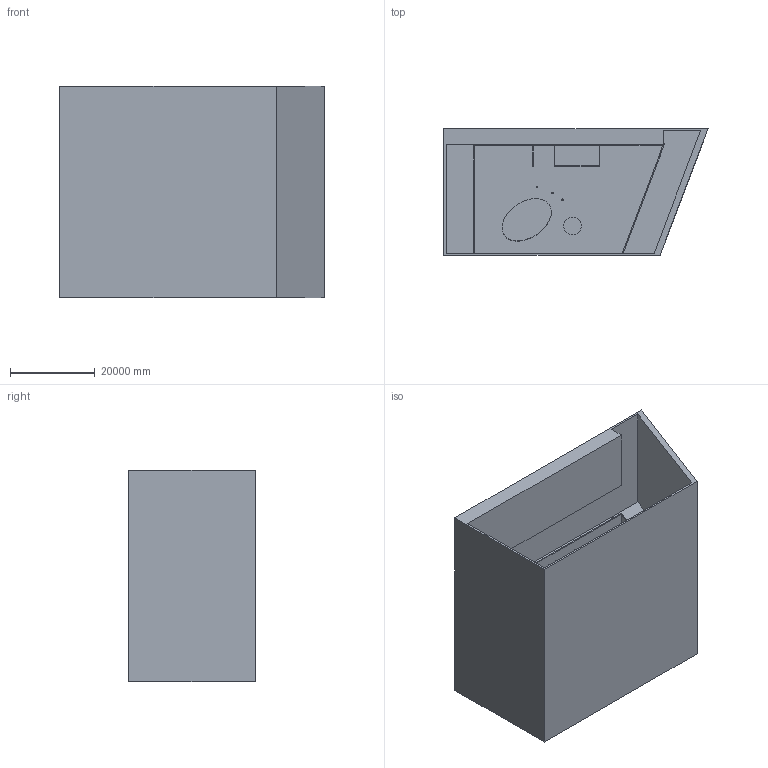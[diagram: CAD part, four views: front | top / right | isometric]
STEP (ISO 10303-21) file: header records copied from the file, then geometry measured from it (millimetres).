
FILE_DESCRIPTION (( 'STEP AP203' ), '1' );
FILE_NAME ('HoweAtriumV2.STEP', '2025-03-27T20:24:54', ( '' ), ( '' ), 'SwSTEP 2.0', 'SolidWorks 2024', '' );
FILE_SCHEMA (( 'CONFIG_CONTROL_DESIGN' ));
Length unit declared in the file: inch
Products named in the file (1): HoweAtriumV2
Bounding box: 62507.81 x 29924.95 x 50006.25 mm (x, y, z)
Volume: 12091274462090.8 mm3; surface area: 25671644594.8 mm2
Topology: 1 solids, 1 shells, 75 faces, 197 edges, 130 vertices
Faces by surface type: plane 63, cylinder 8, bspline 4
Entity records: 2374 total; most frequent: CARTESIAN_POINT 455, ORIENTED_EDGE 394, DIRECTION 349, EDGE_CURVE 197, VECTOR 173, LINE 173, VERTEX_POINT 130, AXIS2_PLACEMENT_3D 88
